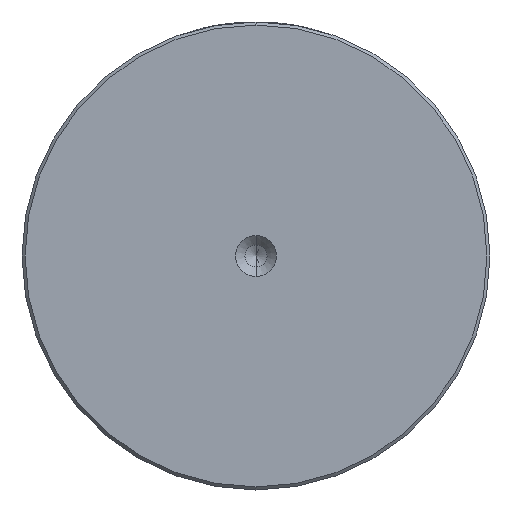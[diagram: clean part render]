
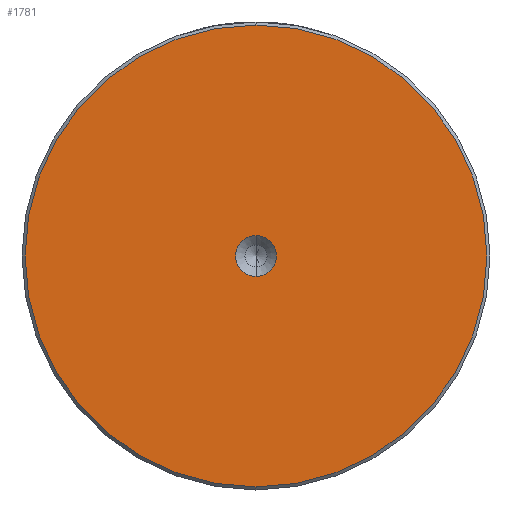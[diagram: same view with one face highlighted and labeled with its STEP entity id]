
A CAD part, left-side view. The second image highlights one B-rep face of the part: STEP entity #1781.
In plain terms, the highlighted planar face has unit normal (-1, 0, 0).
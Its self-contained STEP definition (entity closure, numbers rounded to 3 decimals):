
#254 = DIRECTION ( 'NONE',  ( -1., 0., 0. ) ) ;
#410 = EDGE_CURVE ( 'NONE', #1516, #1302, #831, .T. ) ;
#663 = VERTEX_POINT ( 'NONE', #2700 ) ;
#676 = EDGE_CURVE ( 'NONE', #1302, #1516, #783, .T. ) ;
#740 = CARTESIAN_POINT ( 'NONE',  ( 0., 0., 0. ) ) ;
#783 = CIRCLE ( 'NONE', #2716, 37.5 ) ;
#831 = CIRCLE ( 'NONE', #2180, 37.5 ) ;
#904 = DIRECTION ( 'NONE',  ( -1., 0., 0. ) ) ;
#908 = EDGE_LOOP ( 'NONE', ( #1611, #2639 ) ) ;
#955 = DIRECTION ( 'NONE',  ( -1., 0., 0. ) ) ;
#966 = DIRECTION ( 'NONE',  ( 0., 0., 1. ) ) ;
#1019 = CARTESIAN_POINT ( 'NONE',  ( 0., 0., 0. ) ) ;
#1030 = CIRCLE ( 'NONE', #2482, 3.3 ) ;
#1032 = CARTESIAN_POINT ( 'NONE',  ( 0., 0., 37.5 ) ) ;
#1248 = DIRECTION ( 'NONE',  ( 0., 0., 1. ) ) ;
#1295 = FACE_BOUND ( 'NONE', #908, .T. ) ;
#1302 = VERTEX_POINT ( 'NONE', #1032 ) ;
#1516 = VERTEX_POINT ( 'NONE', #1974 ) ;
#1611 = ORIENTED_EDGE ( 'NONE', *, *, #2088, .F. ) ;
#1615 = CARTESIAN_POINT ( 'NONE',  ( 0., 0., 0. ) ) ;
#1781 = ADVANCED_FACE ( 'NONE', ( #2554, #1295 ), #2744, .T. ) ;
#1847 = DIRECTION ( 'NONE',  ( 0., 0., 1. ) ) ;
#1871 = CARTESIAN_POINT ( 'NONE',  ( 0., 0., 0. ) ) ;
#1974 = CARTESIAN_POINT ( 'NONE',  ( 0., 0., -37.5 ) ) ;
#2088 = EDGE_CURVE ( 'NONE', #663, #2458, #1030, .T. ) ;
#2136 = CARTESIAN_POINT ( 'NONE',  ( 0., 0., -3.3 ) ) ;
#2180 = AXIS2_PLACEMENT_3D ( 'NONE', #1615, #254, #1847 ) ;
#2255 = CARTESIAN_POINT ( 'NONE',  ( 0., 0., 0. ) ) ;
#2316 = DIRECTION ( 'NONE',  ( -1., 0., 0. ) ) ;
#2328 = EDGE_CURVE ( 'NONE', #2458, #663, #2936, .T. ) ;
#2433 = AXIS2_PLACEMENT_3D ( 'NONE', #740, #2316, #966 ) ;
#2458 = VERTEX_POINT ( 'NONE', #2136 ) ;
#2482 = AXIS2_PLACEMENT_3D ( 'NONE', #1019, #2602, #1248 ) ;
#2487 = DIRECTION ( 'NONE',  ( 0., 0., 1. ) ) ;
#2540 = DIRECTION ( 'NONE',  ( 0., 0., 1. ) ) ;
#2554 = FACE_OUTER_BOUND ( 'NONE', #2630, .T. ) ;
#2602 = DIRECTION ( 'NONE',  ( -1., 0., 0. ) ) ;
#2630 = EDGE_LOOP ( 'NONE', ( #2672, #2642 ) ) ;
#2636 = AXIS2_PLACEMENT_3D ( 'NONE', #1871, #955, #2540 ) ;
#2639 = ORIENTED_EDGE ( 'NONE', *, *, #2328, .F. ) ;
#2642 = ORIENTED_EDGE ( 'NONE', *, *, #676, .T. ) ;
#2672 = ORIENTED_EDGE ( 'NONE', *, *, #410, .T. ) ;
#2700 = CARTESIAN_POINT ( 'NONE',  ( 0., 0., 3.3 ) ) ;
#2716 = AXIS2_PLACEMENT_3D ( 'NONE', #2255, #904, #2487 ) ;
#2744 = PLANE ( 'NONE',  #2636 ) ;
#2936 = CIRCLE ( 'NONE', #2433, 3.3 ) ;
